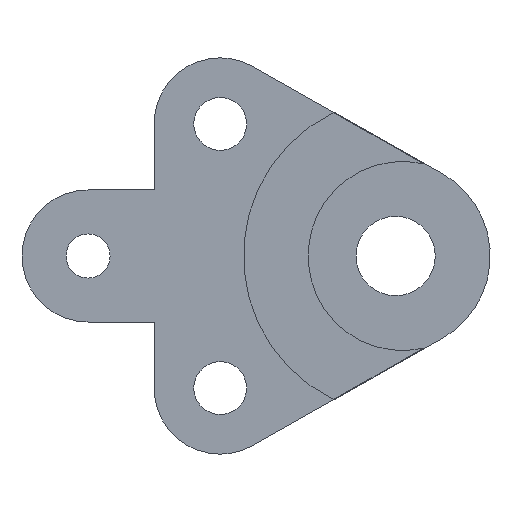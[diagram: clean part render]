
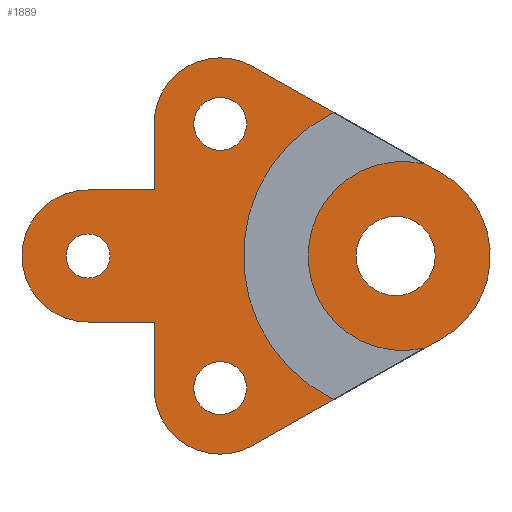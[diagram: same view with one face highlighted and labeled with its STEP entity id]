
A CAD part, front view. The second image highlights one B-rep face of the part: STEP entity #1889.
In plain terms, the highlighted planar face has unit normal (0, -1, 0).
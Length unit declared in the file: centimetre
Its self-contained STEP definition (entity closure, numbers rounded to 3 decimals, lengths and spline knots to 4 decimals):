
#262=PLANE('',#1967);
#267=VECTOR('',#1979,1.);
#270=VECTOR('',#1989,1.);
#406=VECTOR('',#2165,1.);
#411=VECTOR('',#2177,1.);
#415=VECTOR('',#2188,1.);
#419=VECTOR('',#2199,1.);
#422=VECTOR('',#2203,1.);
#425=VECTOR('',#2213,1.);
#430=LINE('',#2253,#267);
#433=LINE('',#2262,#270);
#569=LINE('',#3023,#406);
#574=LINE('',#3037,#411);
#578=LINE('',#3049,#415);
#582=LINE('',#3061,#419);
#585=LINE('',#3067,#422);
#588=LINE('',#3076,#425);
#591=VERTEX_POINT('',#2244);
#592=VERTEX_POINT('',#2246);
#594=VERTEX_POINT('',#2252);
#596=VERTEX_POINT('',#2258);
#737=VERTEX_POINT('',#3022);
#738=VERTEX_POINT('',#3024);
#740=VERTEX_POINT('',#3030);
#742=VERTEX_POINT('',#3036);
#744=VERTEX_POINT('',#3042);
#746=VERTEX_POINT('',#3048);
#748=VERTEX_POINT('',#3054);
#750=VERTEX_POINT('',#3060);
#752=VERTEX_POINT('',#3066);
#754=VERTEX_POINT('',#3072);
#756=VERTEX_POINT('',#3081);
#758=VERTEX_POINT('',#3086);
#760=VERTEX_POINT('',#3091);
#762=VERTEX_POINT('',#3096);
#764=CIRCLE('',#1892,2.1467);
#766=CIRCLE('',#1896,3.6157);
#768=CIRCLE('',#1940,1.5);
#770=CIRCLE('',#1944,2.15);
#772=CIRCLE('',#1948,1.5);
#774=CIRCLE('',#1953,1.5);
#776=CIRCLE('',#1957,0.6);
#778=CIRCLE('',#1960,0.6);
#780=CIRCLE('',#1963,0.5);
#782=CIRCLE('',#1966,0.9);
#785=EDGE_CURVE('',#592,#591,#764,.T.);
#789=EDGE_CURVE('',#591,#594,#430,.T.);
#792=EDGE_CURVE('',#594,#596,#766,.T.);
#794=EDGE_CURVE('',#596,#592,#433,.T.);
#1004=EDGE_CURVE('',#738,#737,#569,.T.);
#1008=EDGE_CURVE('',#740,#737,#768,.T.);
#1011=EDGE_CURVE('',#740,#742,#574,.T.);
#1014=EDGE_CURVE('',#744,#742,#770,.T.);
#1017=EDGE_CURVE('',#744,#746,#578,.T.);
#1020=EDGE_CURVE('',#748,#746,#772,.T.);
#1023=EDGE_CURVE('',#748,#750,#582,.T.);
#1026=EDGE_CURVE('',#750,#752,#585,.T.);
#1029=EDGE_CURVE('',#754,#752,#774,.T.);
#1031=EDGE_CURVE('',#754,#738,#588,.T.);
#1033=EDGE_CURVE('',#756,#756,#776,.T.);
#1035=EDGE_CURVE('',#758,#758,#778,.T.);
#1037=EDGE_CURVE('',#760,#760,#780,.T.);
#1039=EDGE_CURVE('',#762,#762,#782,.T.);
#1536=ORIENTED_EDGE('',*,*,#785,.T.);
#1537=ORIENTED_EDGE('',*,*,#789,.T.);
#1538=ORIENTED_EDGE('',*,*,#792,.T.);
#1539=ORIENTED_EDGE('',*,*,#794,.T.);
#1540=ORIENTED_EDGE('',*,*,#1039,.T.);
#1541=ORIENTED_EDGE('',*,*,#1037,.T.);
#1542=ORIENTED_EDGE('',*,*,#1035,.T.);
#1543=ORIENTED_EDGE('',*,*,#1033,.T.);
#1544=ORIENTED_EDGE('',*,*,#1031,.T.);
#1545=ORIENTED_EDGE('',*,*,#1004,.T.);
#1546=ORIENTED_EDGE('',*,*,#1008,.F.);
#1547=ORIENTED_EDGE('',*,*,#1011,.T.);
#1548=ORIENTED_EDGE('',*,*,#1014,.F.);
#1549=ORIENTED_EDGE('',*,*,#1017,.T.);
#1550=ORIENTED_EDGE('',*,*,#1020,.F.);
#1551=ORIENTED_EDGE('',*,*,#1023,.T.);
#1552=ORIENTED_EDGE('',*,*,#1026,.T.);
#1553=ORIENTED_EDGE('',*,*,#1029,.F.);
#1667=EDGE_LOOP('',(#1536,#1537,#1538,#1539));
#1668=EDGE_LOOP('',(#1540));
#1669=EDGE_LOOP('',(#1541));
#1670=EDGE_LOOP('',(#1542));
#1671=EDGE_LOOP('',(#1543));
#1672=EDGE_LOOP('',(#1544,#1545,#1546,#1547,#1548,#1549,#1550,#1551,#1552,
#1553));
#1786=FACE_BOUND('',#1667,.T.);
#1787=FACE_BOUND('',#1668,.T.);
#1788=FACE_BOUND('',#1669,.T.);
#1789=FACE_BOUND('',#1670,.T.);
#1790=FACE_BOUND('',#1671,.T.);
#1791=FACE_BOUND('',#1672,.T.);
#1889=ADVANCED_FACE('',(#1786,#1787,#1788,#1789,#1790,#1791),#262,.F.);
#1892=AXIS2_PLACEMENT_3D('',#2245,#1973,#1974);
#1896=AXIS2_PLACEMENT_3D('',#2259,#1985,#1986);
#1940=AXIS2_PLACEMENT_3D('',#3031,#2172,#2173);
#1944=AXIS2_PLACEMENT_3D('',#3043,#2183,#2184);
#1948=AXIS2_PLACEMENT_3D('',#3055,#2194,#2195);
#1953=AXIS2_PLACEMENT_3D('',#3073,#2209,#2210);
#1957=AXIS2_PLACEMENT_3D('',#3080,#2218,#2219);
#1960=AXIS2_PLACEMENT_3D('',#3085,#2224,#2225);
#1963=AXIS2_PLACEMENT_3D('',#3090,#2230,#2231);
#1966=AXIS2_PLACEMENT_3D('',#3095,#2236,#2237);
#1967=AXIS2_PLACEMENT_3D('',#3097,#2238,$);
#1973=DIRECTION('',(0.,-1.,0.));
#1974=DIRECTION('',(2.147,0.,0.));
#1979=DIRECTION('',(-0.869,0.,-0.495));
#1985=DIRECTION('',(0.,1.,0.));
#1986=DIRECTION('',(3.616,0.,0.));
#1989=DIRECTION('',(0.869,0.,-0.495));
#2165=DIRECTION('',(0.,0.,-1.));
#2172=DIRECTION('',(0.,1.,0.));
#2173=DIRECTION('',(1.5,0.,0.));
#2177=DIRECTION('',(0.87,0.,0.492));
#2183=DIRECTION('',(0.,1.,0.));
#2184=DIRECTION('',(2.15,0.,0.));
#2188=DIRECTION('',(-0.87,0.,0.492));
#2194=DIRECTION('',(0.,1.,0.));
#2195=DIRECTION('',(1.5,0.,0.));
#2199=DIRECTION('',(0.,0.,-1.));
#2203=DIRECTION('',(-1.,0.,0.));
#2209=DIRECTION('',(0.,1.,0.));
#2210=DIRECTION('',(1.5,0.,0.));
#2213=DIRECTION('',(1.,0.,0.));
#2218=DIRECTION('',(0.,1.,0.));
#2219=DIRECTION('',(0.6,0.,0.));
#2224=DIRECTION('',(0.,1.,0.));
#2225=DIRECTION('',(0.6,0.,0.));
#2230=DIRECTION('',(0.,1.,0.));
#2231=DIRECTION('',(0.5,0.,0.));
#2236=DIRECTION('',(0.,1.,0.));
#2237=DIRECTION('',(0.9,0.,0.));
#2238=DIRECTION('',(0.,1.,0.));
#2244=CARTESIAN_POINT('',(7.618,0.,-2.0937));
#2245=CARTESIAN_POINT('',(7.1438,0.,0.));
#2246=CARTESIAN_POINT('',(7.6175,0.,2.0938));
#2252=CARTESIAN_POINT('',(5.5758,0.,-3.2581));
#2253=CARTESIAN_POINT('',(6.07,0.,-2.9763));
#2258=CARTESIAN_POINT('',(5.5757,0.,3.258));
#2259=CARTESIAN_POINT('',(7.1438,0.,0.));
#2262=CARTESIAN_POINT('',(6.0699,0.,2.9763));
#3022=CARTESIAN_POINT('',(1.5,0.,-3.));
#3023=CARTESIAN_POINT('',(1.5,0.,-1.5));
#3024=CARTESIAN_POINT('',(1.5,0.,-1.5));
#3030=CARTESIAN_POINT('',(3.7384,0.,-4.3057));
#3031=CARTESIAN_POINT('',(3.,0.,-3.));
#3036=CARTESIAN_POINT('',(8.0241,0.,-1.882));
#3037=CARTESIAN_POINT('',(3.7384,0.,-4.3057));
#3042=CARTESIAN_POINT('',(8.0241,0.,1.882));
#3043=CARTESIAN_POINT('',(6.9845,0.,0.));
#3048=CARTESIAN_POINT('',(3.7384,0.,4.3057));
#3049=CARTESIAN_POINT('',(8.0241,0.,1.882));
#3054=CARTESIAN_POINT('',(1.5,0.,3.));
#3055=CARTESIAN_POINT('',(3.,0.,3.));
#3060=CARTESIAN_POINT('',(1.5,0.,1.5));
#3061=CARTESIAN_POINT('',(1.5,0.,3.));
#3066=CARTESIAN_POINT('',(0.,0.,1.5));
#3067=CARTESIAN_POINT('',(1.5,0.,1.5));
#3072=CARTESIAN_POINT('',(0.,0.,-1.5));
#3073=CARTESIAN_POINT('',(0.,0.,0.));
#3076=CARTESIAN_POINT('',(0.,0.,-1.5));
#3080=CARTESIAN_POINT('',(3.,0.,3.));
#3081=CARTESIAN_POINT('',(3.6,0.,3.));
#3085=CARTESIAN_POINT('',(3.,0.,-3.));
#3086=CARTESIAN_POINT('',(3.6,0.,-3.));
#3090=CARTESIAN_POINT('',(0.,0.,0.));
#3091=CARTESIAN_POINT('',(0.5,0.,0.));
#3095=CARTESIAN_POINT('',(6.9845,0.,0.));
#3096=CARTESIAN_POINT('',(7.8845,0.,0.));
#3097=CARTESIAN_POINT('',(3.6749,0.,0.));
